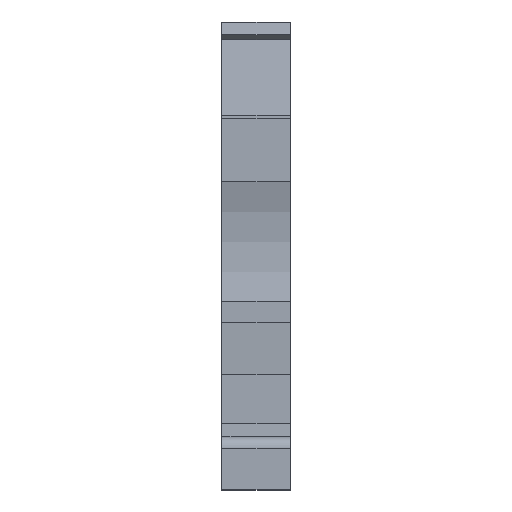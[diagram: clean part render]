
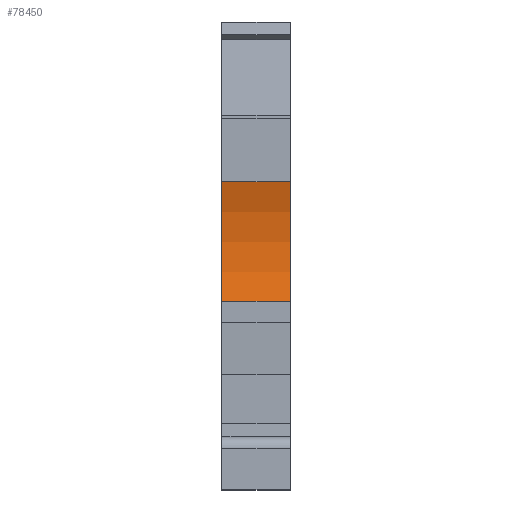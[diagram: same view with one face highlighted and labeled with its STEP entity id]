
A CAD part, front view. The second image highlights one B-rep face of the part: STEP entity #78450.
In plain terms, the highlighted cylindrical face has radius 15 mm (diameter 30 mm), a partial arc.
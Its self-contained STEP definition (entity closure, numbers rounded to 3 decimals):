
#2750=CARTESIAN_POINT('',(-1.878,16.929,
-5.15));
#2760=VERTEX_POINT('',#2750);
#2790=CARTESIAN_POINT('',(-15.532,10.719,
-5.15));
#2800=DIRECTION('',(0.,0.,-1.));
#2810=DIRECTION('',(1.,0.,0.));
#2820=AXIS2_PLACEMENT_3D('',#2790,#2800,#2810);
#2830=CIRCLE('',#2820,15.);
#2840=CARTESIAN_POINT('',(-0.781,7.997,
-5.15));
#2850=VERTEX_POINT('',#2840);
#2860=EDGE_CURVE('',#2760,#2850,#2830,.T.);
#22820=CARTESIAN_POINT('',(-0.781,7.997,
0.));
#22830=VERTEX_POINT('',#22820);
#22860=CARTESIAN_POINT('',(-15.532,10.719,
0.));
#22870=DIRECTION('',(0.,0.,-1.));
#22880=DIRECTION('',(1.,0.,0.));
#22890=AXIS2_PLACEMENT_3D('',#22860,#22870,#22880);
#22900=CIRCLE('',#22890,15.);
#22910=CARTESIAN_POINT('',(-1.878,16.929,
0.));
#22920=VERTEX_POINT('',#22910);
#22930=EDGE_CURVE('',#22920,#22830,#22900,.T.);
#78240=CARTESIAN_POINT('',(-15.532,10.719,
-5.15));
#78250=DIRECTION('',(0.,0.,-1.));
#78260=DIRECTION('',(1.,0.,0.));
#78270=AXIS2_PLACEMENT_3D('',#78240,#78250,#78260);
#78280=CYLINDRICAL_SURFACE('',#78270,15.);
#78290=ORIENTED_EDGE('',*,*,#2860,.T.);
#78300=CARTESIAN_POINT('',(-1.878,16.929,
0.));
#78310=DIRECTION('',(0.,0.,-1.));
#78320=VECTOR('',#78310,1.);
#78330=LINE('',#78300,#78320);
#78340=EDGE_CURVE('',#22920,#2760,#78330,.T.);
#78350=ORIENTED_EDGE('',*,*,#78340,.T.);
#78360=ORIENTED_EDGE('',*,*,#22930,.F.);
#78370=CARTESIAN_POINT('',(-0.781,7.997,
-5.15));
#78380=DIRECTION('',(0.,0.,-1.));
#78390=VECTOR('',#78380,1.);
#78400=LINE('',#78370,#78390);
#78410=EDGE_CURVE('',#22830,#2850,#78400,.T.);
#78420=ORIENTED_EDGE('',*,*,#78410,.F.);
#78430=EDGE_LOOP('',(#78420,#78360,#78350,#78290));
#78440=FACE_OUTER_BOUND('',#78430,.T.);
#78450=ADVANCED_FACE('',(#78440),#78280,.F.);
